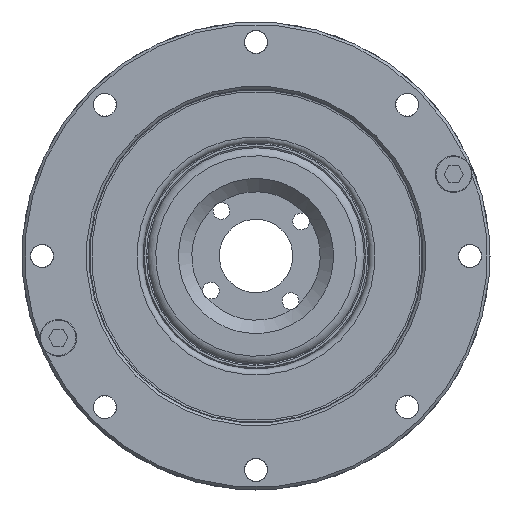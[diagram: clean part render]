
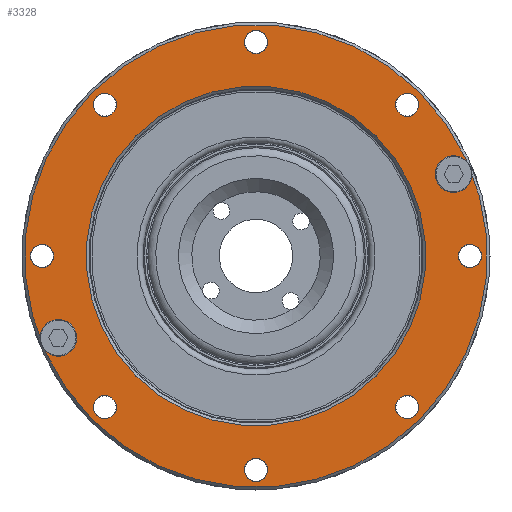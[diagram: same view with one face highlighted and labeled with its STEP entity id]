
A CAD part, left-side view. The second image highlights one B-rep face of the part: STEP entity #3328.
In plain terms, the highlighted planar face has unit normal (-1, 0, 0).
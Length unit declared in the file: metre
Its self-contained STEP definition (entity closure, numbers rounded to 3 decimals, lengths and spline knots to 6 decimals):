
#483=ORIENTED_EDGE('',*,*,#1223,.T.);
#484=ORIENTED_EDGE('',*,*,#1224,.F.);
#485=ORIENTED_EDGE('',*,*,#1225,.T.);
#486=ORIENTED_EDGE('',*,*,#1226,.T.);
#487=ORIENTED_EDGE('',*,*,#1227,.T.);
#488=ORIENTED_EDGE('',*,*,#1228,.T.);
#489=ORIENTED_EDGE('',*,*,#1229,.T.);
#490=ORIENTED_EDGE('',*,*,#1230,.T.);
#491=ORIENTED_EDGE('',*,*,#1231,.T.);
#492=ORIENTED_EDGE('',*,*,#1232,.T.);
#493=ORIENTED_EDGE('',*,*,#1233,.T.);
#494=ORIENTED_EDGE('',*,*,#1234,.T.);
#1223=EDGE_CURVE('',#1593,#1593,#1923,.T.);
#1224=EDGE_CURVE('',#1594,#1594,#1924,.T.);
#1225=EDGE_CURVE('',#1595,#1595,#1925,.T.);
#1226=EDGE_CURVE('',#1596,#1596,#1926,.T.);
#1227=EDGE_CURVE('',#1597,#1597,#1927,.T.);
#1228=EDGE_CURVE('',#1598,#1598,#1928,.T.);
#1229=EDGE_CURVE('',#1599,#1599,#1929,.T.);
#1230=EDGE_CURVE('',#1600,#1600,#1930,.T.);
#1231=EDGE_CURVE('',#1601,#1601,#1931,.T.);
#1232=EDGE_CURVE('',#1602,#1602,#1932,.T.);
#1233=EDGE_CURVE('',#1603,#1603,#1933,.T.);
#1234=EDGE_CURVE('',#1604,#1604,#1934,.T.);
#1593=VERTEX_POINT('',#5494);
#1594=VERTEX_POINT('',#5496);
#1595=VERTEX_POINT('',#5498);
#1596=VERTEX_POINT('',#5500);
#1597=VERTEX_POINT('',#5502);
#1598=VERTEX_POINT('',#5504);
#1599=VERTEX_POINT('',#5506);
#1600=VERTEX_POINT('',#5508);
#1601=VERTEX_POINT('',#5510);
#1602=VERTEX_POINT('',#5512);
#1603=VERTEX_POINT('',#5514);
#1604=VERTEX_POINT('',#5516);
#1923=CIRCLE('',#3798,0.0346);
#1924=CIRCLE('',#3799,0.0254);
#1925=CIRCLE('',#3800,0.00175);
#1926=CIRCLE('',#3801,0.00175);
#1927=CIRCLE('',#3802,0.00175);
#1928=CIRCLE('',#3803,0.00175);
#1929=CIRCLE('',#3804,0.00175);
#1930=CIRCLE('',#3805,0.00175);
#1931=CIRCLE('',#3806,0.00175);
#1932=CIRCLE('',#3807,0.00175);
#1933=CIRCLE('',#3808,0.00175);
#1934=CIRCLE('',#3809,0.00175);
#2194=EDGE_LOOP('',(#483));
#2195=EDGE_LOOP('',(#484));
#2196=EDGE_LOOP('',(#485));
#2197=EDGE_LOOP('',(#486));
#2198=EDGE_LOOP('',(#487));
#2199=EDGE_LOOP('',(#488));
#2200=EDGE_LOOP('',(#489));
#2201=EDGE_LOOP('',(#490));
#2202=EDGE_LOOP('',(#491));
#2203=EDGE_LOOP('',(#492));
#2204=EDGE_LOOP('',(#493));
#2205=EDGE_LOOP('',(#494));
#2720=FACE_BOUND('',#2194,.T.);
#2721=FACE_BOUND('',#2195,.T.);
#2722=FACE_BOUND('',#2196,.T.);
#2723=FACE_BOUND('',#2197,.T.);
#2724=FACE_BOUND('',#2198,.T.);
#2725=FACE_BOUND('',#2199,.T.);
#2726=FACE_BOUND('',#2200,.T.);
#2727=FACE_BOUND('',#2201,.T.);
#2728=FACE_BOUND('',#2202,.T.);
#2729=FACE_BOUND('',#2203,.T.);
#2730=FACE_BOUND('',#2204,.T.);
#2731=FACE_BOUND('',#2205,.T.);
#3250=PLANE('',#3797);
#3328=ADVANCED_FACE('',(#2720,#2721,#2722,#2723,#2724,#2725,#2726,#2727,
#2728,#2729,#2730,#2731),#3250,.F.);
#3797=AXIS2_PLACEMENT_3D('',#5492,#4339,#4340);
#3798=AXIS2_PLACEMENT_3D('',#5493,#4341,#4342);
#3799=AXIS2_PLACEMENT_3D('',#5495,#4343,#4344);
#3800=AXIS2_PLACEMENT_3D('',#5497,#4345,#4346);
#3801=AXIS2_PLACEMENT_3D('',#5499,#4347,#4348);
#3802=AXIS2_PLACEMENT_3D('',#5501,#4349,#4350);
#3803=AXIS2_PLACEMENT_3D('',#5503,#4351,#4352);
#3804=AXIS2_PLACEMENT_3D('',#5505,#4353,#4354);
#3805=AXIS2_PLACEMENT_3D('',#5507,#4355,#4356);
#3806=AXIS2_PLACEMENT_3D('',#5509,#4357,#4358);
#3807=AXIS2_PLACEMENT_3D('',#5511,#4359,#4360);
#3808=AXIS2_PLACEMENT_3D('',#5513,#4361,#4362);
#3809=AXIS2_PLACEMENT_3D('',#5515,#4363,#4364);
#4339=DIRECTION('',(1.,0.,0.));
#4340=DIRECTION('',(0.,0.,-1.));
#4341=DIRECTION('',(-1.,0.,0.));
#4342=DIRECTION('',(0.,0.,1.));
#4343=DIRECTION('',(-1.,0.,0.));
#4344=DIRECTION('',(0.,0.,1.));
#4345=DIRECTION('',(1.,0.,0.));
#4346=DIRECTION('',(0.,0.,-1.));
#4347=DIRECTION('',(1.,0.,0.));
#4348=DIRECTION('',(0.,0.,-1.));
#4349=DIRECTION('',(1.,0.,0.));
#4350=DIRECTION('',(0.,0.,-1.));
#4351=DIRECTION('',(1.,0.,0.));
#4352=DIRECTION('',(0.,0.,-1.));
#4353=DIRECTION('',(1.,0.,0.));
#4354=DIRECTION('',(0.,0.,-1.));
#4355=DIRECTION('',(1.,0.,0.));
#4356=DIRECTION('',(0.,0.,-1.));
#4357=DIRECTION('',(1.,0.,0.));
#4358=DIRECTION('',(0.,0.,-1.));
#4359=DIRECTION('',(1.,0.,0.));
#4360=DIRECTION('',(0.,0.,-1.));
#4361=DIRECTION('',(1.,0.,0.));
#4362=DIRECTION('',(0.,0.,-1.));
#4363=DIRECTION('',(1.,0.,0.));
#4364=DIRECTION('',(0.,0.,-1.));
#5492=CARTESIAN_POINT('',(0.,0.0346,0.));
#5493=CARTESIAN_POINT('',(0.,0.,0.));
#5494=CARTESIAN_POINT('',(0.,0.,0.0346));
#5495=CARTESIAN_POINT('',(0.,0.,0.));
#5496=CARTESIAN_POINT('',(0.,0.,0.0254));
#5497=CARTESIAN_POINT('',(0.,0.,-0.032));
#5498=CARTESIAN_POINT('',(0.,0.,-0.03375));
#5499=CARTESIAN_POINT('',(0.,-0.022627,-0.022627));
#5500=CARTESIAN_POINT('',(0.,-0.022627,-0.024377));
#5501=CARTESIAN_POINT('',(0.,-0.032,0.));
#5502=CARTESIAN_POINT('',(0.,-0.032,-0.00175));
#5503=CARTESIAN_POINT('',(0.,-0.022627,0.022627));
#5504=CARTESIAN_POINT('',(0.,-0.022627,0.020877));
#5505=CARTESIAN_POINT('',(0.,0.,0.032));
#5506=CARTESIAN_POINT('',(0.,0.,0.03025));
#5507=CARTESIAN_POINT('',(0.,0.022627,0.022627));
#5508=CARTESIAN_POINT('',(0.,0.022627,0.020877));
#5509=CARTESIAN_POINT('',(0.,0.032,0.));
#5510=CARTESIAN_POINT('',(0.,0.032,-0.00175));
#5511=CARTESIAN_POINT('',(0.,0.022627,-0.022627));
#5512=CARTESIAN_POINT('',(0.,0.022627,-0.024377));
#5513=CARTESIAN_POINT('',(0.,0.012246,-0.029564));
#5514=CARTESIAN_POINT('',(0.,0.012246,-0.031314));
#5515=CARTESIAN_POINT('',(0.,-0.012246,0.029564));
#5516=CARTESIAN_POINT('',(0.,-0.012246,0.027814));
